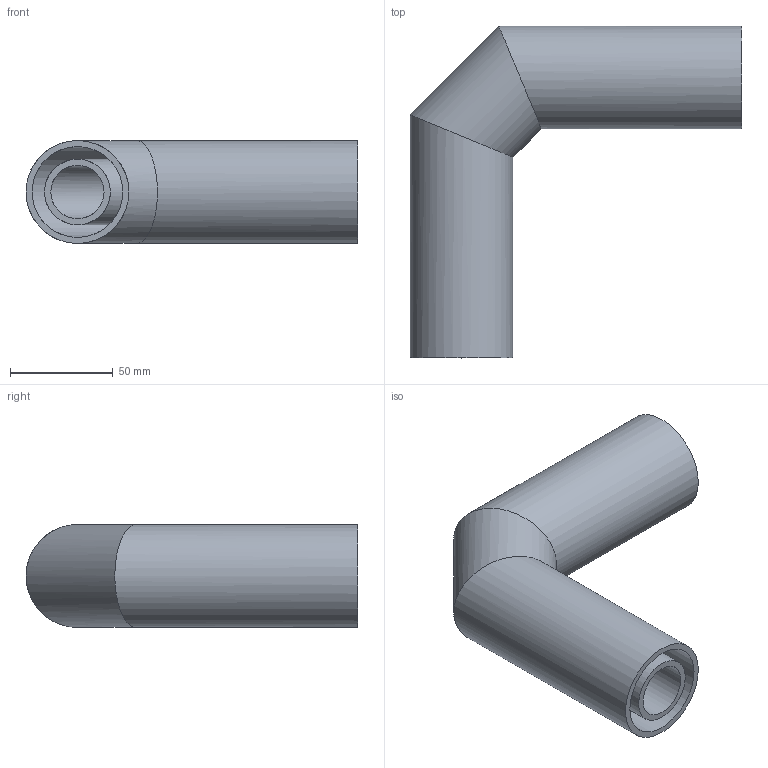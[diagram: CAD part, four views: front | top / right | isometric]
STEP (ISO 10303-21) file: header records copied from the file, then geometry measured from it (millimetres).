
FILE_DESCRIPTION (( 'STEP AP203' ), '1' );
FILE_NAME ('--7853211.STEP', '2016-06-21T14:27:40', ( '' ), ( '' ), 'SwSTEP 2.0', 'SolidWorks 2015', '' );
FILE_SCHEMA (( 'CONFIG_CONTROL_DESIGN' ));
Length unit declared in the file: inch
Products named in the file (1): --7853211
Bounding box: 161.54 x 161.54 x 50.04 mm (x, y, z)
Volume: 181889.5 mm3; surface area: 123931.1 mm2
Topology: 2 solids, 2 shells, 16 faces, 40 edges, 28 vertices
Faces by surface type: cylinder 12, plane 4
Full cylindrical faces by diameter (mm): 25.908 x3, 32.004 x3, 44.196 x3, 50.038 x3
Entity records: 425 total; most frequent: CARTESIAN_POINT 97, DIRECTION 50, ORIENTED_EDGE 32, EDGE_LOOP 32, FACE_OUTER_BOUND 28, AXIS2_PLACEMENT_3D 25, EDGE_CURVE 16, VERTEX_POINT 16
